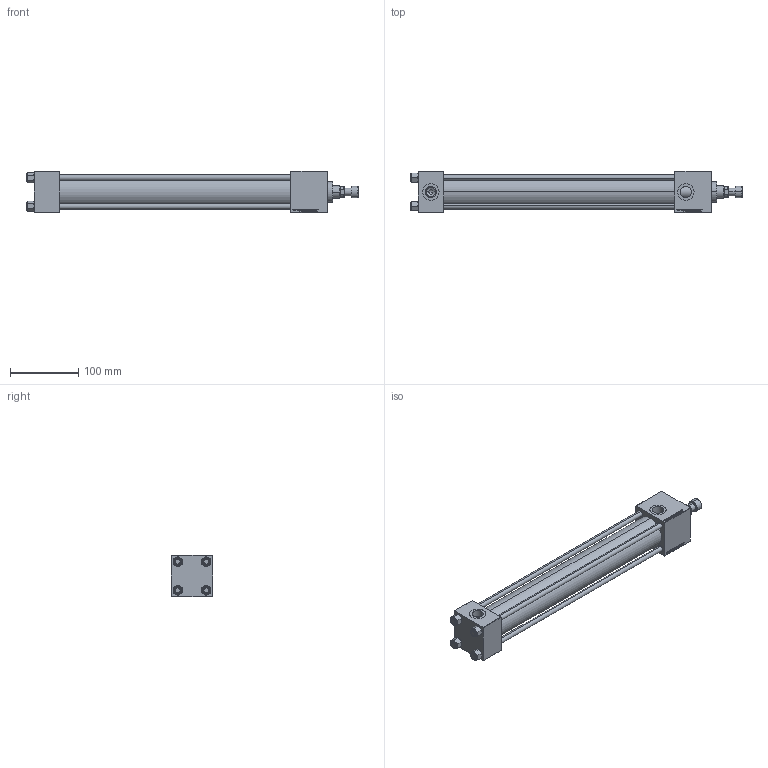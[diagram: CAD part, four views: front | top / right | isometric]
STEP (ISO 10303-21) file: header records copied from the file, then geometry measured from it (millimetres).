
FILE_DESCRIPTION (( 'STEP AP203' ), '1' );
FILE_NAME ('d2fe.STEP', '2022-04-16T06:50:43', ( '' ), ( '' ), 'SwSTEP 2.0', 'SolidWorks 2019', '' );
FILE_SCHEMA (( 'CONFIG_CONTROL_DESIGN' ));
Length unit declared in the file: millimetre
Products named in the file (7): V215CR_C_TYCINKA 214e3be57b5850f2438e0ef863bb4874; V215CR_VCP_C 214e3be57b5850f2438e0ef863bb4874; V215CR_C_Body 214e3be57b5850f2438e0ef863bb4874; V215_VC_A 214e3be57b5850f2438e0ef863bb4874; V215CR_ROD_END_F 214e3be57b5850f2438e0ef863bb4874; d2fe; NUT_M5_C 214e3be57b5850f2438e0ef863bb4874
Assembly tree (12 placements, depth 2):
  d2fe
    V215CR_C_Body 214e3be57b5850f2438e0ef863bb4874
    V215CR_VCP_C 214e3be57b5850f2438e0ef863bb4874
    NUT_M5_C 214e3be57b5850f2438e0ef863bb4874  x4
    V215CR_C_TYCINKA 214e3be57b5850f2438e0ef863bb4874  x4
    V215_VC_A 214e3be57b5850f2438e0ef863bb4874
    V215CR_ROD_END_F 214e3be57b5850f2438e0ef863bb4874
Bounding box: 485 x 60 x 60 mm (x, y, z)
Volume: 646757.5 mm3; surface area: 226350.1 mm2
Topology: 12 solids, 12 shells, 1165 faces, 2909 edges, 1887 vertices
Faces by surface type: plane 531, bspline 392, cone 136, cylinder 94, torus 12
Entity records: 50772 total; most frequent: CARTESIAN_POINT 27187, ORIENTED_EDGE 5310, DIRECTION 3393, EDGE_CURVE 2655, VERTEX_POINT 1743, LINE 1599, VECTOR 1599, EDGE_LOOP 1176
